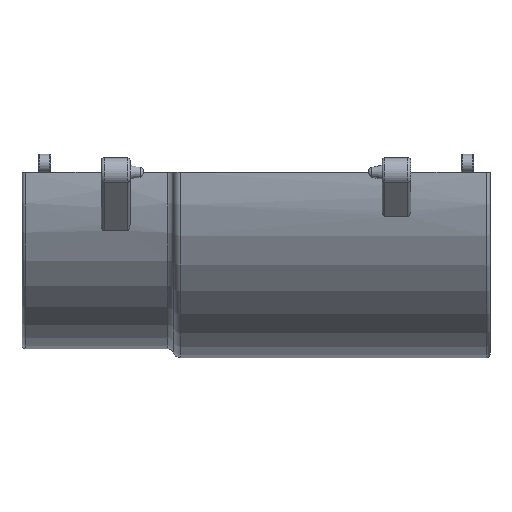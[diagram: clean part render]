
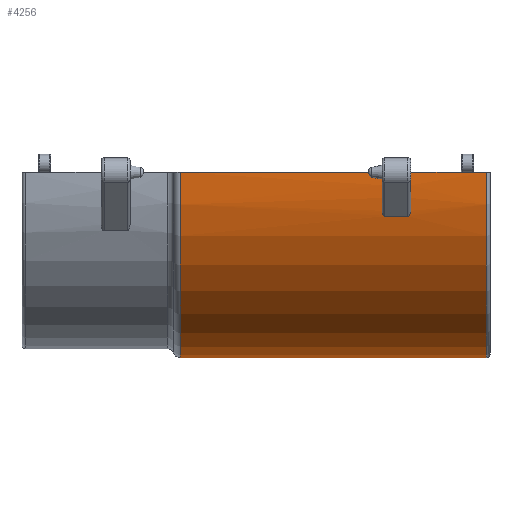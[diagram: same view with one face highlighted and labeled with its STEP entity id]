
A CAD part, left-side view. The second image highlights one B-rep face of the part: STEP entity #4256.
In plain terms, the highlighted cylindrical face has radius 51.5 mm (diameter 103 mm), a partial arc.
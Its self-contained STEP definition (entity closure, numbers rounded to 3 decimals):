
#287=FACE_OUTER_BOUND('',#540,.T.);
#540=EDGE_LOOP('',(#3274,#3275,#3276,#3277,#3278,#3279,#3280,#3281,#3282,
#3283));
#782=CIRCLE('',#4588,51.5);
#783=CIRCLE('',#4590,51.5);
#784=CIRCLE('',#4591,51.5);
#785=CIRCLE('',#4592,51.5);
#901=B_SPLINE_CURVE_WITH_KNOTS('',3,(#6921,#6922,#6923,#6924,#6925,#6926,
#6927,#6928,#6929,#6930,#6931,#6932),.UNSPECIFIED.,.F.,.F.,(4,2,2,2,2,4),
(-0.363,-0.348,-0.333,-0.303,
-0.241,-0.179),.UNSPECIFIED.);
#904=B_SPLINE_CURVE_WITH_KNOTS('',3,(#7016,#7017,#7018,#7019,#7020,#7021,
#7022,#7023,#7024,#7025,#7026,#7027),.UNSPECIFIED.,.F.,.F.,(4,2,2,2,2,4),
(-0.185,-0.123,-0.061,-0.03,
-0.015,0.),.UNSPECIFIED.);
#982=LINE('',#6948,#1380);
#1103=LINE('',#7976,#1501);
#1104=LINE('',#7979,#1502);
#1105=LINE('',#7981,#1503);
#1380=VECTOR('',#4928,10.);
#1501=VECTOR('',#5287,10.);
#1502=VECTOR('',#5290,10.);
#1503=VECTOR('',#5291,10.);
#1820=VERTEX_POINT('',#6918);
#1821=VERTEX_POINT('',#6920);
#1826=VERTEX_POINT('',#6947);
#1844=VERTEX_POINT('',#7015);
#1987=VERTEX_POINT('',#7967);
#1988=VERTEX_POINT('',#7969);
#1989=VERTEX_POINT('',#7973);
#1990=VERTEX_POINT('',#7975);
#1991=VERTEX_POINT('',#7977);
#1992=VERTEX_POINT('',#7980);
#2259=EDGE_CURVE('',#1820,#1821,#901,.F.);
#2267=EDGE_CURVE('',#1821,#1826,#982,.T.);
#2291=EDGE_CURVE('',#1826,#1844,#904,.F.);
#2484=EDGE_CURVE('',#1988,#1987,#782,.T.);
#2485=EDGE_CURVE('',#1989,#1820,#783,.T.);
#2486=EDGE_CURVE('',#1990,#1989,#1103,.T.);
#2487=EDGE_CURVE('',#1991,#1990,#784,.T.);
#2488=EDGE_CURVE('',#1987,#1991,#1104,.T.);
#2489=EDGE_CURVE('',#1992,#1988,#1105,.T.);
#2490=EDGE_CURVE('',#1844,#1992,#785,.T.);
#3274=ORIENTED_EDGE('',*,*,#2485,.F.);
#3275=ORIENTED_EDGE('',*,*,#2486,.F.);
#3276=ORIENTED_EDGE('',*,*,#2487,.F.);
#3277=ORIENTED_EDGE('',*,*,#2488,.F.);
#3278=ORIENTED_EDGE('',*,*,#2484,.F.);
#3279=ORIENTED_EDGE('',*,*,#2489,.F.);
#3280=ORIENTED_EDGE('',*,*,#2490,.F.);
#3281=ORIENTED_EDGE('',*,*,#2291,.F.);
#3282=ORIENTED_EDGE('',*,*,#2267,.F.);
#3283=ORIENTED_EDGE('',*,*,#2259,.F.);
#4138=CYLINDRICAL_SURFACE('',#4589,51.5);
#4256=ADVANCED_FACE('',(#287),#4138,.T.);
#4588=AXIS2_PLACEMENT_3D('',#7971,#5281,#5282);
#4589=AXIS2_PLACEMENT_3D('',#7972,#5283,#5284);
#4590=AXIS2_PLACEMENT_3D('',#7974,#5285,#5286);
#4591=AXIS2_PLACEMENT_3D('',#7978,#5288,#5289);
#4592=AXIS2_PLACEMENT_3D('',#7982,#5292,#5293);
#4928=DIRECTION('',(0.,-1.,0.));
#5281=DIRECTION('center_axis',(0.,-1.,0.));
#5282=DIRECTION('ref_axis',(1.,0.,0.));
#5283=DIRECTION('center_axis',(0.,1.,0.));
#5284=DIRECTION('ref_axis',(1.,0.,0.));
#5285=DIRECTION('center_axis',(0.,-1.,0.));
#5286=DIRECTION('ref_axis',(-1.,0.,0.));
#5287=DIRECTION('',(0.,-1.,0.));
#5288=DIRECTION('center_axis',(0.,1.,0.));
#5289=DIRECTION('ref_axis',(0.,0.,-1.));
#5290=DIRECTION('',(0.,1.,0.));
#5291=DIRECTION('',(0.,-1.,0.));
#5292=DIRECTION('center_axis',(0.,1.,0.));
#5293=DIRECTION('ref_axis',(-1.,0.,0.));
#6918=CARTESIAN_POINT('',(-50.382,30.,-10.675));
#6920=CARTESIAN_POINT('',(-50.029,29.2,-12.221));
#6921=CARTESIAN_POINT('Ctrl Pts',(-50.029,29.2,-12.221));
#6922=CARTESIAN_POINT('Ctrl Pts',(-50.029,29.251,-12.221));
#6923=CARTESIAN_POINT('Ctrl Pts',(-50.031,29.3,-12.211));
#6924=CARTESIAN_POINT('Ctrl Pts',(-50.04,29.394,-12.177));
#6925=CARTESIAN_POINT('Ctrl Pts',(-50.046,29.438,-12.151));
#6926=CARTESIAN_POINT('Ctrl Pts',(-50.068,29.563,-12.06));
#6927=CARTESIAN_POINT('Ctrl Pts',(-50.088,29.633,-11.976));
#6928=CARTESIAN_POINT('Ctrl Pts',(-50.148,29.8,-11.725));
#6929=CARTESIAN_POINT('Ctrl Pts',(-50.195,29.877,-11.521));
#6930=CARTESIAN_POINT('Ctrl Pts',(-50.291,29.978,-11.097));
#6931=CARTESIAN_POINT('Ctrl Pts',(-50.339,30.,-10.877));
#6932=CARTESIAN_POINT('Ctrl Pts',(-50.382,30.,-10.675));
#6947=CARTESIAN_POINT('',(-50.029,22.8,-12.221));
#6948=CARTESIAN_POINT('',(-50.029,30.,-12.221));
#7015=CARTESIAN_POINT('',(-50.382,22.,-10.675));
#7016=CARTESIAN_POINT('Ctrl Pts',(-50.382,22.,-10.675));
#7017=CARTESIAN_POINT('Ctrl Pts',(-50.339,22.,-10.877));
#7018=CARTESIAN_POINT('Ctrl Pts',(-50.291,22.022,-11.097));
#7019=CARTESIAN_POINT('Ctrl Pts',(-50.195,22.123,-11.521));
#7020=CARTESIAN_POINT('Ctrl Pts',(-50.148,22.2,-11.725));
#7021=CARTESIAN_POINT('Ctrl Pts',(-50.088,22.367,-11.976));
#7022=CARTESIAN_POINT('Ctrl Pts',(-50.068,22.437,-12.06));
#7023=CARTESIAN_POINT('Ctrl Pts',(-50.046,22.562,-12.151));
#7024=CARTESIAN_POINT('Ctrl Pts',(-50.04,22.606,-12.177));
#7025=CARTESIAN_POINT('Ctrl Pts',(-50.031,22.7,-12.211));
#7026=CARTESIAN_POINT('Ctrl Pts',(-50.029,22.749,-12.221));
#7027=CARTESIAN_POINT('Ctrl Pts',(-50.029,22.8,-12.221));
#7967=CARTESIAN_POINT('',(51.5,1.,0.));
#7969=CARTESIAN_POINT('',(-51.5,1.,0.));
#7971=CARTESIAN_POINT('Origin',(0.,1.,0.));
#7972=CARTESIAN_POINT('Origin',(0.,0.,0.));
#7973=CARTESIAN_POINT('',(-51.5,30.,0.));
#7974=CARTESIAN_POINT('Origin',(0.,30.,0.));
#7975=CARTESIAN_POINT('',(-51.5,86.,0.));
#7976=CARTESIAN_POINT('',(-51.5,0.,0.));
#7977=CARTESIAN_POINT('',(51.5,86.,0.));
#7978=CARTESIAN_POINT('Origin',(0.,86.,0.));
#7979=CARTESIAN_POINT('',(51.5,0.,0.));
#7980=CARTESIAN_POINT('',(-51.5,22.,0.));
#7981=CARTESIAN_POINT('',(-51.5,0.,0.));
#7982=CARTESIAN_POINT('Origin',(0.,22.,0.));
